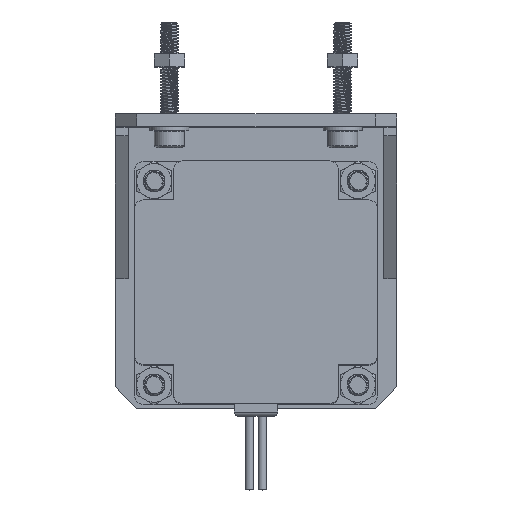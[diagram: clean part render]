
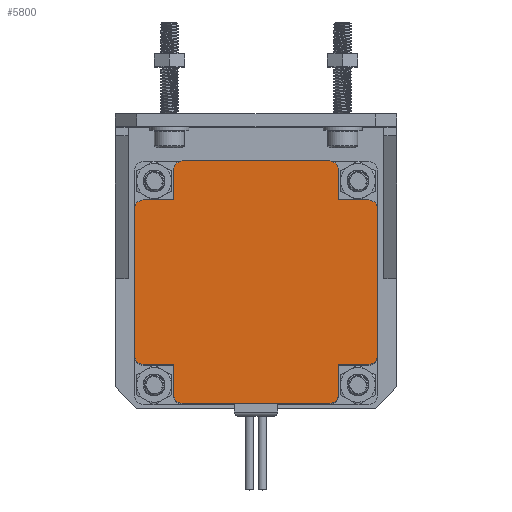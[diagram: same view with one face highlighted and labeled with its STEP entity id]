
A CAD part, top view. The second image highlights one B-rep face of the part: STEP entity #5800.
In plain terms, the highlighted face is planar.
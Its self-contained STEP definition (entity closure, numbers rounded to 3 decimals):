
#882=CIRCLE('',#6484,2.);
#884=CIRCLE('',#6488,2.);
#886=CIRCLE('',#6493,2.);
#888=CIRCLE('',#6496,2.);
#890=CIRCLE('',#6501,2.);
#892=CIRCLE('',#6505,2.);
#894=CIRCLE('',#6510,2.);
#896=CIRCLE('',#6514,2.);
#1222=FACE_OUTER_BOUND('',#1595,.T.);
#1595=EDGE_LOOP('',(#5271,#5272,#5273,#5274,#5275,#5276,#5277,#5278,#5279,
#5280,#5281,#5282,#5283,#5284,#5285,#5286,#5287,#5288,#5289,#5290));
#1950=LINE('',#15294,#2352);
#1962=LINE('',#15351,#2364);
#1965=LINE('',#15357,#2367);
#1969=LINE('',#15369,#2371);
#1973=LINE('',#15381,#2375);
#1976=LINE('',#15387,#2378);
#1980=LINE('',#15402,#2382);
#1983=LINE('',#15408,#2385);
#1987=LINE('',#15420,#2389);
#1991=LINE('',#15432,#2393);
#1994=LINE('',#15438,#2396);
#1998=LINE('',#15450,#2400);
#2352=VECTOR('',#7969,10.);
#2364=VECTOR('',#8039,10.);
#2367=VECTOR('',#8044,10.);
#2371=VECTOR('',#8056,10.);
#2375=VECTOR('',#8068,10.);
#2378=VECTOR('',#8073,10.);
#2382=VECTOR('',#8091,10.);
#2385=VECTOR('',#8096,10.);
#2389=VECTOR('',#8108,10.);
#2393=VECTOR('',#8120,10.);
#2396=VECTOR('',#8125,10.);
#2400=VECTOR('',#8137,10.);
#2861=VERTEX_POINT('',#15291);
#2862=VERTEX_POINT('',#15293);
#2877=VERTEX_POINT('',#15348);
#2878=VERTEX_POINT('',#15350);
#2880=VERTEX_POINT('',#15356);
#2882=VERTEX_POINT('',#15362);
#2884=VERTEX_POINT('',#15368);
#2886=VERTEX_POINT('',#15374);
#2888=VERTEX_POINT('',#15380);
#2890=VERTEX_POINT('',#15386);
#2892=VERTEX_POINT('',#15395);
#2894=VERTEX_POINT('',#15401);
#2896=VERTEX_POINT('',#15407);
#2898=VERTEX_POINT('',#15413);
#2900=VERTEX_POINT('',#15419);
#2902=VERTEX_POINT('',#15425);
#2904=VERTEX_POINT('',#15431);
#2906=VERTEX_POINT('',#15437);
#2908=VERTEX_POINT('',#15443);
#2910=VERTEX_POINT('',#15449);
#3634=EDGE_CURVE('',#2862,#2861,#1950,.T.);
#3658=EDGE_CURVE('',#2878,#2877,#1962,.T.);
#3661=EDGE_CURVE('',#2880,#2878,#1965,.T.);
#3664=EDGE_CURVE('',#2882,#2880,#882,.T.);
#3667=EDGE_CURVE('',#2884,#2882,#1969,.T.);
#3670=EDGE_CURVE('',#2886,#2884,#884,.T.);
#3673=EDGE_CURVE('',#2888,#2886,#1973,.T.);
#3676=EDGE_CURVE('',#2890,#2888,#1976,.T.);
#3679=EDGE_CURVE('',#2861,#2890,#886,.T.);
#3681=EDGE_CURVE('',#2892,#2862,#888,.T.);
#3684=EDGE_CURVE('',#2894,#2892,#1980,.T.);
#3687=EDGE_CURVE('',#2896,#2894,#1983,.T.);
#3690=EDGE_CURVE('',#2898,#2896,#890,.T.);
#3693=EDGE_CURVE('',#2900,#2898,#1987,.T.);
#3696=EDGE_CURVE('',#2902,#2900,#892,.T.);
#3699=EDGE_CURVE('',#2904,#2902,#1991,.T.);
#3702=EDGE_CURVE('',#2906,#2904,#1994,.T.);
#3705=EDGE_CURVE('',#2908,#2906,#894,.T.);
#3708=EDGE_CURVE('',#2910,#2908,#1998,.T.);
#3711=EDGE_CURVE('',#2877,#2910,#896,.T.);
#5271=ORIENTED_EDGE('',*,*,#3711,.T.);
#5272=ORIENTED_EDGE('',*,*,#3708,.T.);
#5273=ORIENTED_EDGE('',*,*,#3705,.T.);
#5274=ORIENTED_EDGE('',*,*,#3702,.T.);
#5275=ORIENTED_EDGE('',*,*,#3699,.T.);
#5276=ORIENTED_EDGE('',*,*,#3696,.T.);
#5277=ORIENTED_EDGE('',*,*,#3693,.T.);
#5278=ORIENTED_EDGE('',*,*,#3690,.T.);
#5279=ORIENTED_EDGE('',*,*,#3687,.T.);
#5280=ORIENTED_EDGE('',*,*,#3684,.T.);
#5281=ORIENTED_EDGE('',*,*,#3681,.T.);
#5282=ORIENTED_EDGE('',*,*,#3634,.T.);
#5283=ORIENTED_EDGE('',*,*,#3679,.T.);
#5284=ORIENTED_EDGE('',*,*,#3676,.T.);
#5285=ORIENTED_EDGE('',*,*,#3673,.T.);
#5286=ORIENTED_EDGE('',*,*,#3670,.T.);
#5287=ORIENTED_EDGE('',*,*,#3667,.T.);
#5288=ORIENTED_EDGE('',*,*,#3664,.T.);
#5289=ORIENTED_EDGE('',*,*,#3661,.T.);
#5290=ORIENTED_EDGE('',*,*,#3658,.T.);
#5473=PLANE('',#6515);
#5800=ADVANCED_FACE('',(#1222),#5473,.T.);
#6484=AXIS2_PLACEMENT_3D('',#15363,#8050,#8051);
#6488=AXIS2_PLACEMENT_3D('',#15375,#8062,#8063);
#6493=AXIS2_PLACEMENT_3D('',#15391,#8079,#8080);
#6496=AXIS2_PLACEMENT_3D('',#15396,#8085,#8086);
#6501=AXIS2_PLACEMENT_3D('',#15414,#8102,#8103);
#6505=AXIS2_PLACEMENT_3D('',#15426,#8114,#8115);
#6510=AXIS2_PLACEMENT_3D('',#15444,#8131,#8132);
#6514=AXIS2_PLACEMENT_3D('',#15454,#8143,#8144);
#6515=AXIS2_PLACEMENT_3D('',#15455,#8145,#8146);
#7969=DIRECTION('',(1.,0.,0.));
#8039=DIRECTION('',(0.,0.,-1.));
#8044=DIRECTION('',(-1.,0.,0.));
#8050=DIRECTION('center_axis',(0.,1.,0.));
#8051=DIRECTION('ref_axis',(1.,0.,0.));
#8056=DIRECTION('',(0.,0.,-1.));
#8062=DIRECTION('center_axis',(0.,1.,0.));
#8063=DIRECTION('ref_axis',(0.,0.,1.));
#8068=DIRECTION('',(1.,0.,0.));
#8073=DIRECTION('',(0.,0.,-1.));
#8079=DIRECTION('center_axis',(0.,1.,0.));
#8080=DIRECTION('ref_axis',(0.,0.,1.));
#8085=DIRECTION('center_axis',(0.,1.,0.));
#8086=DIRECTION('ref_axis',(-1.,0.,0.));
#8091=DIRECTION('',(0.,0.,1.));
#8096=DIRECTION('',(1.,0.,0.));
#8102=DIRECTION('center_axis',(0.,1.,0.));
#8103=DIRECTION('ref_axis',(-1.,0.,0.));
#8108=DIRECTION('',(0.,0.,1.));
#8114=DIRECTION('center_axis',(0.,1.,0.));
#8115=DIRECTION('ref_axis',(0.,0.,-1.));
#8120=DIRECTION('',(-1.,0.,0.));
#8125=DIRECTION('',(0.,0.,1.));
#8131=DIRECTION('center_axis',(0.,1.,0.));
#8132=DIRECTION('ref_axis',(0.,0.,-1.));
#8137=DIRECTION('',(-1.,0.,0.));
#8143=DIRECTION('center_axis',(0.,1.,0.));
#8144=DIRECTION('ref_axis',(1.,0.,0.));
#8145=DIRECTION('center_axis',(0.,1.,0.));
#8146=DIRECTION('ref_axis',(-1.,0.,0.));
#15291=CARTESIAN_POINT('',(17.,113.,28.));
#15293=CARTESIAN_POINT('',(-17.,113.,28.));
#15294=CARTESIAN_POINT('',(-28.,113.,28.));
#15348=CARTESIAN_POINT('',(19.,113.,-26.));
#15350=CARTESIAN_POINT('',(19.,113.,-19.));
#15351=CARTESIAN_POINT('',(19.,113.,-28.));
#15356=CARTESIAN_POINT('',(26.,113.,-19.));
#15357=CARTESIAN_POINT('',(19.,113.,-19.));
#15362=CARTESIAN_POINT('',(28.,113.,-17.));
#15363=CARTESIAN_POINT('Origin',(26.,113.,-17.));
#15368=CARTESIAN_POINT('',(28.,113.,17.));
#15369=CARTESIAN_POINT('',(28.,113.,28.));
#15374=CARTESIAN_POINT('',(26.,113.,19.));
#15375=CARTESIAN_POINT('Origin',(26.,113.,17.));
#15380=CARTESIAN_POINT('',(19.,113.,19.));
#15381=CARTESIAN_POINT('',(19.,113.,19.));
#15386=CARTESIAN_POINT('',(19.,113.,26.));
#15387=CARTESIAN_POINT('',(19.,113.,28.));
#15391=CARTESIAN_POINT('Origin',(17.,113.,26.));
#15395=CARTESIAN_POINT('',(-19.,113.,26.));
#15396=CARTESIAN_POINT('Origin',(-17.,113.,26.));
#15401=CARTESIAN_POINT('',(-19.,113.,19.));
#15402=CARTESIAN_POINT('',(-19.,113.,28.));
#15407=CARTESIAN_POINT('',(-26.,113.,19.));
#15408=CARTESIAN_POINT('',(-19.,113.,19.));
#15413=CARTESIAN_POINT('',(-28.,113.,17.));
#15414=CARTESIAN_POINT('Origin',(-26.,113.,17.));
#15419=CARTESIAN_POINT('',(-28.,113.,-17.));
#15420=CARTESIAN_POINT('',(-28.,113.,-28.));
#15425=CARTESIAN_POINT('',(-26.,113.,-19.));
#15426=CARTESIAN_POINT('Origin',(-26.,113.,-17.));
#15431=CARTESIAN_POINT('',(-19.,113.,-19.));
#15432=CARTESIAN_POINT('',(-19.,113.,-19.));
#15437=CARTESIAN_POINT('',(-19.,113.,-26.));
#15438=CARTESIAN_POINT('',(-19.,113.,-28.));
#15443=CARTESIAN_POINT('',(-17.,113.,-28.));
#15444=CARTESIAN_POINT('Origin',(-17.,113.,-26.));
#15449=CARTESIAN_POINT('',(17.,113.,-28.));
#15450=CARTESIAN_POINT('',(28.,113.,-28.));
#15454=CARTESIAN_POINT('Origin',(17.,113.,-26.));
#15455=CARTESIAN_POINT('Origin',(0.,113.,0.));
